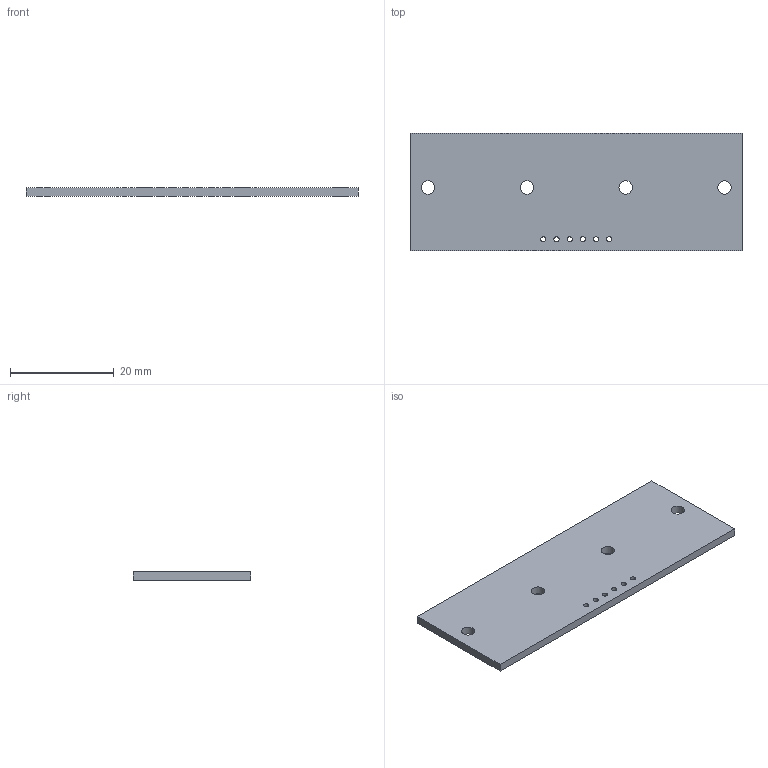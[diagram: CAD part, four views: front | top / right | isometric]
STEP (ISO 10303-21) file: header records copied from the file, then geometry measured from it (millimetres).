
FILE_DESCRIPTION(('KiCad electronic assembly'),'2;1');
FILE_NAME('fluke-87v-clock-programming-adapter.step', '2023-06-15T20:30:53',('Pcbnew'),('Kicad'), 'Open CASCADE STEP processor 7.6','KiCad to STEP converter','Unknown' );
FILE_SCHEMA(('AUTOMOTIVE_DESIGN { 1 0 10303 214 1 1 1 1 }'));
Length unit declared in the file: millimetre
Products named in the file (2): fluke-87v-clock-programming-adapter 1; PCB
Assembly tree (1 placements, depth 2):
  fluke-87v-clock-programming-adapter 1
    PCB
Bounding box: 64.01 x 22.61 x 1.58 mm (x, y, z)
Volume: 2245.2 mm3; surface area: 3197.1 mm2
Topology: 1 solids, 1 shells, 16 faces, 42 edges, 28 vertices
Faces by surface type: cylinder 10, plane 6
Full cylindrical faces by diameter (mm): 1 x6, 2.6 x4
Entity records: 1199 total; most frequent: CARTESIAN_POINT 292, DIRECTION 162, LINE 86, VECTOR 86, ORIENTED_EDGE 84, PCURVE 84, DEFINITIONAL_REPRESENTATION 84, EDGE_CURVE 42
